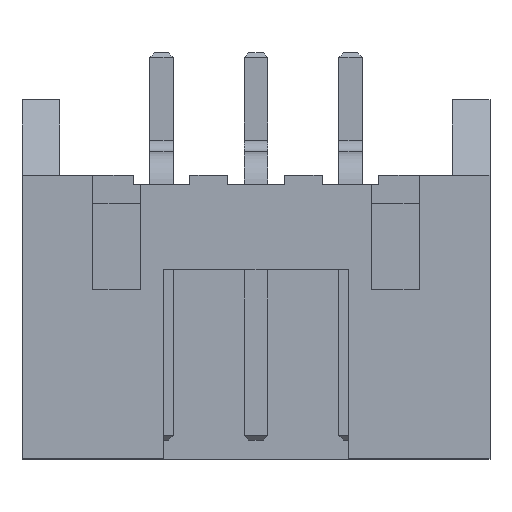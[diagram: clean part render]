
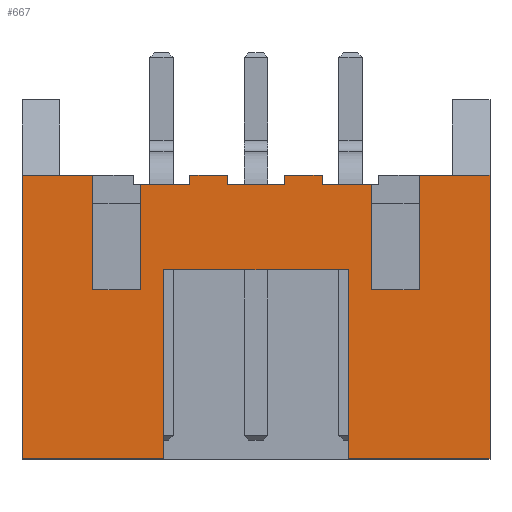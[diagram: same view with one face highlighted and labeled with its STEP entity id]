
A CAD part, top view. The second image highlights one B-rep face of the part: STEP entity #667.
In plain terms, the highlighted planar face has unit normal (0, 0, 1).
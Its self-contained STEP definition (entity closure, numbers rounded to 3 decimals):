
#316 = VERTEX_POINT('',#317);
#317 = CARTESIAN_POINT('',(2.45,1.4,4.8));
#323 = EDGE_CURVE('',#316,#324,#326,.T.);
#324 = VERTEX_POINT('',#325);
#325 = CARTESIAN_POINT('',(1.4,1.4,4.8));
#326 = LINE('',#327,#328);
#327 = CARTESIAN_POINT('',(0.,1.4,4.8));
#328 = VECTOR('',#329,1.);
#329 = DIRECTION('',(-1.,0.,0.));
#609 = EDGE_CURVE('',#610,#316,#612,.T.);
#610 = VERTEX_POINT('',#611);
#611 = CARTESIAN_POINT('',(2.45,-0.823,4.8));
#612 = LINE('',#613,#614);
#613 = CARTESIAN_POINT('',(2.45,-0.823,4.8));
#614 = VECTOR('',#615,1.);
#615 = DIRECTION('',(0.,1.,0.));
#667 = ADVANCED_FACE('',(#668),#846,.T.);
#668 = FACE_BOUND('',#669,.T.);
#669 = EDGE_LOOP('',(#670,#680,#688,#696,#704,#712,#720,#728,#736,#744,
    #752,#760,#768,#776,#784,#792,#798,#799,#800,#808,#816,#824,#832,
    #840));
#670 = ORIENTED_EDGE('',*,*,#671,.T.);
#671 = EDGE_CURVE('',#672,#674,#676,.T.);
#672 = VERTEX_POINT('',#673);
#673 = CARTESIAN_POINT('',(-1.4,1.6,4.8));
#674 = VERTEX_POINT('',#675);
#675 = CARTESIAN_POINT('',(-1.4,1.4,4.8));
#676 = LINE('',#677,#678);
#677 = CARTESIAN_POINT('',(-1.4,1.6,4.8));
#678 = VECTOR('',#679,1.);
#679 = DIRECTION('',(0.,-1.,0.));
#680 = ORIENTED_EDGE('',*,*,#681,.T.);
#681 = EDGE_CURVE('',#674,#682,#684,.T.);
#682 = VERTEX_POINT('',#683);
#683 = CARTESIAN_POINT('',(-2.45,1.4,4.8));
#684 = LINE('',#685,#686);
#685 = CARTESIAN_POINT('',(0.,1.4,4.8));
#686 = VECTOR('',#687,1.);
#687 = DIRECTION('',(-1.,0.,0.));
#688 = ORIENTED_EDGE('',*,*,#689,.F.);
#689 = EDGE_CURVE('',#690,#682,#692,.T.);
#690 = VERTEX_POINT('',#691);
#691 = CARTESIAN_POINT('',(-2.45,-0.823,4.8));
#692 = LINE('',#693,#694);
#693 = CARTESIAN_POINT('',(-2.45,-0.823,4.8));
#694 = VECTOR('',#695,1.);
#695 = DIRECTION('',(0.,1.,0.));
#696 = ORIENTED_EDGE('',*,*,#697,.F.);
#697 = EDGE_CURVE('',#698,#690,#700,.T.);
#698 = VERTEX_POINT('',#699);
#699 = CARTESIAN_POINT('',(-3.45,-0.823,4.8));
#700 = LINE('',#701,#702);
#701 = CARTESIAN_POINT('',(-3.45,-0.823,4.8));
#702 = VECTOR('',#703,1.);
#703 = DIRECTION('',(1.,0.,0.));
#704 = ORIENTED_EDGE('',*,*,#705,.F.);
#705 = EDGE_CURVE('',#706,#698,#708,.T.);
#706 = VERTEX_POINT('',#707);
#707 = CARTESIAN_POINT('',(-3.45,1.6,4.8));
#708 = LINE('',#709,#710);
#709 = CARTESIAN_POINT('',(-3.45,1.6,4.8));
#710 = VECTOR('',#711,1.);
#711 = DIRECTION('',(0.,-1.,0.));
#712 = ORIENTED_EDGE('',*,*,#713,.T.);
#713 = EDGE_CURVE('',#706,#714,#716,.T.);
#714 = VERTEX_POINT('',#715);
#715 = CARTESIAN_POINT('',(-4.95,1.6,4.8));
#716 = LINE('',#717,#718);
#717 = CARTESIAN_POINT('',(0.,1.6,4.8));
#718 = VECTOR('',#719,1.);
#719 = DIRECTION('',(-1.,0.,0.));
#720 = ORIENTED_EDGE('',*,*,#721,.F.);
#721 = EDGE_CURVE('',#722,#714,#724,.T.);
#722 = VERTEX_POINT('',#723);
#723 = CARTESIAN_POINT('',(-4.95,-4.4,4.8));
#724 = LINE('',#725,#726);
#725 = CARTESIAN_POINT('',(-4.95,-1.4,4.8));
#726 = VECTOR('',#727,1.);
#727 = DIRECTION('',(0.,1.,0.));
#728 = ORIENTED_EDGE('',*,*,#729,.F.);
#729 = EDGE_CURVE('',#730,#722,#732,.T.);
#730 = VERTEX_POINT('',#731);
#731 = CARTESIAN_POINT('',(-1.95,-4.4,4.8));
#732 = LINE('',#733,#734);
#733 = CARTESIAN_POINT('',(0.,-4.4,4.8));
#734 = VECTOR('',#735,1.);
#735 = DIRECTION('',(-1.,0.,0.));
#736 = ORIENTED_EDGE('',*,*,#737,.F.);
#737 = EDGE_CURVE('',#738,#730,#740,.T.);
#738 = VERTEX_POINT('',#739);
#739 = CARTESIAN_POINT('',(-1.95,-0.4,4.8));
#740 = LINE('',#741,#742);
#741 = CARTESIAN_POINT('',(-1.95,-0.4,4.8));
#742 = VECTOR('',#743,1.);
#743 = DIRECTION('',(0.,-1.,0.));
#744 = ORIENTED_EDGE('',*,*,#745,.T.);
#745 = EDGE_CURVE('',#738,#746,#748,.T.);
#746 = VERTEX_POINT('',#747);
#747 = CARTESIAN_POINT('',(1.95,-0.4,4.8));
#748 = LINE('',#749,#750);
#749 = CARTESIAN_POINT('',(0.,-0.4,4.8));
#750 = VECTOR('',#751,1.);
#751 = DIRECTION('',(1.,0.,0.));
#752 = ORIENTED_EDGE('',*,*,#753,.T.);
#753 = EDGE_CURVE('',#746,#754,#756,.T.);
#754 = VERTEX_POINT('',#755);
#755 = CARTESIAN_POINT('',(1.95,-4.4,4.8));
#756 = LINE('',#757,#758);
#757 = CARTESIAN_POINT('',(1.95,-0.4,4.8));
#758 = VECTOR('',#759,1.);
#759 = DIRECTION('',(0.,-1.,0.));
#760 = ORIENTED_EDGE('',*,*,#761,.F.);
#761 = EDGE_CURVE('',#762,#754,#764,.T.);
#762 = VERTEX_POINT('',#763);
#763 = CARTESIAN_POINT('',(4.95,-4.4,4.8));
#764 = LINE('',#765,#766);
#765 = CARTESIAN_POINT('',(0.,-4.4,4.8));
#766 = VECTOR('',#767,1.);
#767 = DIRECTION('',(-1.,0.,0.));
#768 = ORIENTED_EDGE('',*,*,#769,.F.);
#769 = EDGE_CURVE('',#770,#762,#772,.T.);
#770 = VERTEX_POINT('',#771);
#771 = CARTESIAN_POINT('',(4.95,1.6,4.8));
#772 = LINE('',#773,#774);
#773 = CARTESIAN_POINT('',(4.95,-1.4,4.8));
#774 = VECTOR('',#775,1.);
#775 = DIRECTION('',(0.,-1.,0.));
#776 = ORIENTED_EDGE('',*,*,#777,.T.);
#777 = EDGE_CURVE('',#770,#778,#780,.T.);
#778 = VERTEX_POINT('',#779);
#779 = CARTESIAN_POINT('',(3.45,1.6,4.8));
#780 = LINE('',#781,#782);
#781 = CARTESIAN_POINT('',(0.,1.6,4.8));
#782 = VECTOR('',#783,1.);
#783 = DIRECTION('',(-1.,0.,0.));
#784 = ORIENTED_EDGE('',*,*,#785,.T.);
#785 = EDGE_CURVE('',#778,#786,#788,.T.);
#786 = VERTEX_POINT('',#787);
#787 = CARTESIAN_POINT('',(3.45,-0.823,4.8));
#788 = LINE('',#789,#790);
#789 = CARTESIAN_POINT('',(3.45,1.6,4.8));
#790 = VECTOR('',#791,1.);
#791 = DIRECTION('',(0.,-1.,0.));
#792 = ORIENTED_EDGE('',*,*,#793,.T.);
#793 = EDGE_CURVE('',#786,#610,#794,.T.);
#794 = LINE('',#795,#796);
#795 = CARTESIAN_POINT('',(3.45,-0.823,4.8));
#796 = VECTOR('',#797,1.);
#797 = DIRECTION('',(-1.,0.,0.));
#798 = ORIENTED_EDGE('',*,*,#609,.T.);
#799 = ORIENTED_EDGE('',*,*,#323,.T.);
#800 = ORIENTED_EDGE('',*,*,#801,.T.);
#801 = EDGE_CURVE('',#324,#802,#804,.T.);
#802 = VERTEX_POINT('',#803);
#803 = CARTESIAN_POINT('',(1.4,1.6,4.8));
#804 = LINE('',#805,#806);
#805 = CARTESIAN_POINT('',(1.4,1.4,4.8));
#806 = VECTOR('',#807,1.);
#807 = DIRECTION('',(0.,1.,0.));
#808 = ORIENTED_EDGE('',*,*,#809,.T.);
#809 = EDGE_CURVE('',#802,#810,#812,.T.);
#810 = VERTEX_POINT('',#811);
#811 = CARTESIAN_POINT('',(0.6,1.6,4.8));
#812 = LINE('',#813,#814);
#813 = CARTESIAN_POINT('',(0.,1.6,4.8));
#814 = VECTOR('',#815,1.);
#815 = DIRECTION('',(-1.,0.,0.));
#816 = ORIENTED_EDGE('',*,*,#817,.T.);
#817 = EDGE_CURVE('',#810,#818,#820,.T.);
#818 = VERTEX_POINT('',#819);
#819 = CARTESIAN_POINT('',(0.6,1.4,4.8));
#820 = LINE('',#821,#822);
#821 = CARTESIAN_POINT('',(0.6,1.6,4.8));
#822 = VECTOR('',#823,1.);
#823 = DIRECTION('',(0.,-1.,0.));
#824 = ORIENTED_EDGE('',*,*,#825,.T.);
#825 = EDGE_CURVE('',#818,#826,#828,.T.);
#826 = VERTEX_POINT('',#827);
#827 = CARTESIAN_POINT('',(-0.6,1.4,4.8));
#828 = LINE('',#829,#830);
#829 = CARTESIAN_POINT('',(0.,1.4,4.8));
#830 = VECTOR('',#831,1.);
#831 = DIRECTION('',(-1.,0.,0.));
#832 = ORIENTED_EDGE('',*,*,#833,.T.);
#833 = EDGE_CURVE('',#826,#834,#836,.T.);
#834 = VERTEX_POINT('',#835);
#835 = CARTESIAN_POINT('',(-0.6,1.6,4.8));
#836 = LINE('',#837,#838);
#837 = CARTESIAN_POINT('',(-0.6,1.4,4.8));
#838 = VECTOR('',#839,1.);
#839 = DIRECTION('',(0.,1.,0.));
#840 = ORIENTED_EDGE('',*,*,#841,.T.);
#841 = EDGE_CURVE('',#834,#672,#842,.T.);
#842 = LINE('',#843,#844);
#843 = CARTESIAN_POINT('',(0.,1.6,4.8));
#844 = VECTOR('',#845,1.);
#845 = DIRECTION('',(-1.,0.,0.));
#846 = PLANE('',#847);
#847 = AXIS2_PLACEMENT_3D('',#848,#849,#850);
#848 = CARTESIAN_POINT('',(0.,1.6,4.8));
#849 = DIRECTION('',(0.,0.,1.));
#850 = DIRECTION('',(0.,-1.,0.));
